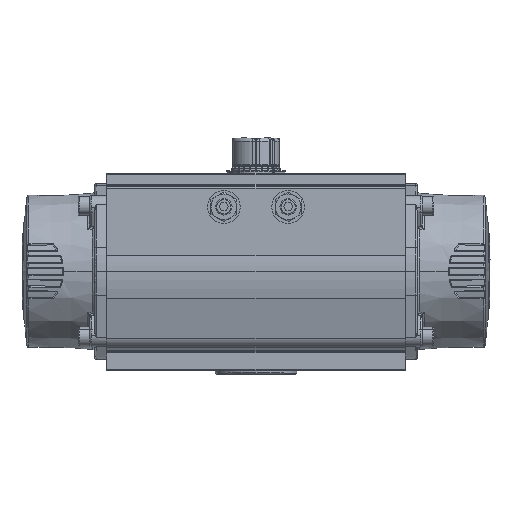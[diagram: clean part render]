
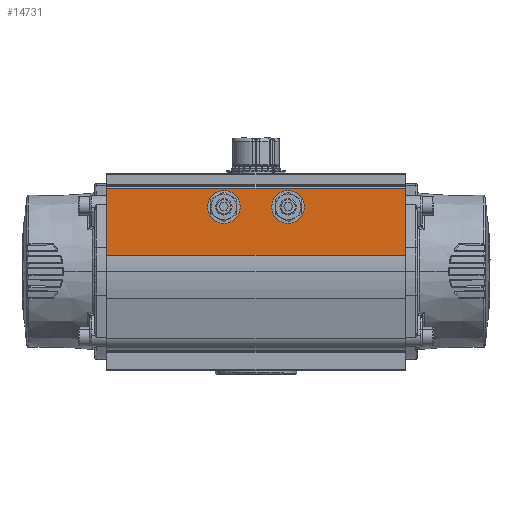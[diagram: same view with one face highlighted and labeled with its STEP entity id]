
A CAD part, top view. The second image highlights one B-rep face of the part: STEP entity #14731.
In plain terms, the highlighted face is planar.
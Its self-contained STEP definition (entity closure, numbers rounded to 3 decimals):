
#116 = ORIENTED_EDGE ( 'NONE', *, *, #115245, .T. ) ;
#7130 = ORIENTED_EDGE ( 'NONE', *, *, #115419, .T. ) ;
#7131 = ORIENTED_EDGE ( 'NONE', *, *, #113892, .T. ) ;
#7133 = ORIENTED_EDGE ( 'NONE', *, *, #136132, .F. ) ;
#8199 = CARTESIAN_POINT ( 'NONE',  ( -51.876, -127.823, 0.991 ) ) ;
#8247 = CARTESIAN_POINT ( 'NONE',  ( -51.876, 127.177, 0.991 ) ) ;
#14717 = ORIENTED_EDGE ( 'NONE', *, *, #115097, .T. ) ;
#14731 = ADVANCED_FACE ( 'NONE', ( #78103, #78107, #78106 ), #78156, .T. ) ;
#14963 = EDGE_CURVE ( 'NONE', #115093, #35925, #76140, .T. ) ;
#14968 = EDGE_CURVE ( 'NONE', #35897, #115210, #78128, .T. ) ;
#15126 = ORIENTED_EDGE ( 'NONE', *, *, #113961, .T. ) ;
#35891 = EDGE_LOOP ( 'NONE', ( #14717, #7131, #136028 ) ) ;
#35897 = VERTEX_POINT ( 'NONE', #8199 ) ;
#35914 = ORIENTED_EDGE ( 'NONE', *, *, #14963, .T. ) ;
#35925 = VERTEX_POINT ( 'NONE', #8247 ) ;
#35928 = ORIENTED_EDGE ( 'NONE', *, *, #115141, .T. ) ;
#76140 = LINE ( 'NONE', #76913, #76878 ) ;
#76878 = VECTOR ( 'NONE', #77146, 1000. ) ;
#76882 = DIRECTION ( 'NONE',  ( 0., 0., 1. ) ) ;
#76883 = CARTESIAN_POINT ( 'NONE',  ( -51.876, -127.823, -5.308 ) ) ;
#76903 = VECTOR ( 'NONE', #76882, 1000. ) ;
#76913 = CARTESIAN_POINT ( 'NONE',  ( -51.876, 127.177, 44.725 ) ) ;
#77146 = DIRECTION ( 'NONE',  ( 0., 0., -1. ) ) ;
#78103 = FACE_BOUND ( 'NONE', #136309, .T. ) ;
#78106 = FACE_OUTER_BOUND ( 'NONE', #136037, .T. ) ;
#78107 = FACE_BOUND ( 'NONE', #35891, .T. ) ;
#78128 = LINE ( 'NONE', #76883, #76903 ) ;
#78151 = DIRECTION ( 'NONE',  ( 0., 0., 1. ) ) ;
#78152 = DIRECTION ( 'NONE',  ( -1., 0., 0. ) ) ;
#78153 = CARTESIAN_POINT ( 'NONE',  ( -51.876, -0.323, 60.5 ) ) ;
#78154 = AXIS2_PLACEMENT_3D ( 'NONE', #78153, #78152, #78151 ) ;
#78156 = PLANE ( 'NONE',  #78154 ) ;
#82038 = CARTESIAN_POINT ( 'NONE',  ( -51.876, -15.323, 42.5 ) ) ;
#82094 = CARTESIAN_POINT ( 'NONE',  ( -51.876, 39.677, 42.5 ) ) ;
#82097 = DIRECTION ( 'NONE',  ( 0., 0., -1. ) ) ;
#82098 = DIRECTION ( 'NONE',  ( 1., 0., 0. ) ) ;
#82099 = AXIS2_PLACEMENT_3D ( 'NONE', #82102, #82098, #82097 ) ;
#82100 = CARTESIAN_POINT ( 'NONE',  ( -51.876, -27.823, 30. ) ) ;
#82102 = CARTESIAN_POINT ( 'NONE',  ( -51.876, -27.823, 42.5 ) ) ;
#82107 = CIRCLE ( 'NONE', #82099, 12.5 ) ;
#82197 = CARTESIAN_POINT ( 'NONE',  ( -51.876, 27.177, 30. ) ) ;
#82236 = DIRECTION ( 'NONE',  ( 0., 0., -1. ) ) ;
#82237 = DIRECTION ( 'NONE',  ( 1., 0., 0. ) ) ;
#82238 = CARTESIAN_POINT ( 'NONE',  ( -51.876, 27.177, 42.5 ) ) ;
#82239 = AXIS2_PLACEMENT_3D ( 'NONE', #82238, #82237, #82236 ) ;
#82240 = CIRCLE ( 'NONE', #82239, 12.5 ) ;
#84770 = AXIS2_PLACEMENT_3D ( 'NONE', #85019, #85015, #85028 ) ;
#84771 = CIRCLE ( 'NONE', #84770, 12.5 ) ;
#85015 = DIRECTION ( 'NONE',  ( 1., 0., 0. ) ) ;
#85019 = CARTESIAN_POINT ( 'NONE',  ( -51.876, -27.823, 42.5 ) ) ;
#85028 = DIRECTION ( 'NONE',  ( 0., 0., -1. ) ) ;
#85345 = CARTESIAN_POINT ( 'NONE',  ( -51.876, 127.177, 58.5 ) ) ;
#85373 = CARTESIAN_POINT ( 'NONE',  ( -51.876, -0.323, 58.5 ) ) ;
#85374 = LINE ( 'NONE', #85373, #85412 ) ;
#85388 = CARTESIAN_POINT ( 'NONE',  ( -51.876, -40.323, 42.5 ) ) ;
#85411 = DIRECTION ( 'NONE',  ( 0., 1., 0. ) ) ;
#85412 = VECTOR ( 'NONE', #85411, 1000. ) ;
#85570 = CARTESIAN_POINT ( 'NONE',  ( -51.876, -127.823, 58.5 ) ) ;
#85757 = DIRECTION ( 'NONE',  ( 0., 0., -1. ) ) ;
#85758 = DIRECTION ( 'NONE',  ( 1., 0., 0. ) ) ;
#85759 = AXIS2_PLACEMENT_3D ( 'NONE', #85772, #85758, #85757 ) ;
#85760 = CIRCLE ( 'NONE', #85759, 12.5 ) ;
#85761 = CARTESIAN_POINT ( 'NONE',  ( -51.876, 14.677, 42.5 ) ) ;
#85772 = CARTESIAN_POINT ( 'NONE',  ( -51.876, 27.177, 42.5 ) ) ;
#86182 = CIRCLE ( 'NONE', #86243, 12.5 ) ;
#86183 = DIRECTION ( 'NONE',  ( 0., 0., -1. ) ) ;
#86184 = DIRECTION ( 'NONE',  ( 1., 0., 0. ) ) ;
#86185 = CARTESIAN_POINT ( 'NONE',  ( -51.876, -27.823, 42.5 ) ) ;
#86186 = AXIS2_PLACEMENT_3D ( 'NONE', #86185, #86184, #86183 ) ;
#86188 = CARTESIAN_POINT ( 'NONE',  ( -51.876, 27.177, 42.5 ) ) ;
#86191 = CIRCLE ( 'NONE', #86186, 12.5 ) ;
#86241 = DIRECTION ( 'NONE',  ( 0., 0., -1. ) ) ;
#86242 = DIRECTION ( 'NONE',  ( 1., 0., 0. ) ) ;
#86243 = AXIS2_PLACEMENT_3D ( 'NONE', #86188, #86242, #86241 ) ;
#104283 = DIRECTION ( 'NONE',  ( 0., 1., 0. ) ) ;
#104284 = VECTOR ( 'NONE', #104283, 1000. ) ;
#104285 = CARTESIAN_POINT ( 'NONE',  ( -51.876, -0.323, 0.991 ) ) ;
#104286 = LINE ( 'NONE', #104285, #104284 ) ;
#113892 = EDGE_CURVE ( 'NONE', #113893, #113894, #82107, .T. ) ;
#113893 = VERTEX_POINT ( 'NONE', #82100 ) ;
#113894 = VERTEX_POINT ( 'NONE', #82038 ) ;
#113900 = VERTEX_POINT ( 'NONE', #82094 ) ;
#113957 = VERTEX_POINT ( 'NONE', #82197 ) ;
#113961 = EDGE_CURVE ( 'NONE', #113957, #113900, #82240, .T. ) ;
#115093 = VERTEX_POINT ( 'NONE', #85345 ) ;
#115097 = EDGE_CURVE ( 'NONE', #115116, #113893, #84771, .T. ) ;
#115116 = VERTEX_POINT ( 'NONE', #85388 ) ;
#115141 = EDGE_CURVE ( 'NONE', #115210, #115093, #85374, .T. ) ;
#115210 = VERTEX_POINT ( 'NONE', #85570 ) ;
#115245 = EDGE_CURVE ( 'NONE', #113900, #115257, #85760, .T. ) ;
#115257 = VERTEX_POINT ( 'NONE', #85761 ) ;
#115404 = EDGE_CURVE ( 'NONE', #113894, #115116, #86191, .T. ) ;
#115419 = EDGE_CURVE ( 'NONE', #115257, #113957, #86182, .T. ) ;
#136028 = ORIENTED_EDGE ( 'NONE', *, *, #115404, .T. ) ;
#136037 = EDGE_LOOP ( 'NONE', ( #7133, #136411, #35928, #35914 ) ) ;
#136132 = EDGE_CURVE ( 'NONE', #35897, #35925, #104286, .T. ) ;
#136309 = EDGE_LOOP ( 'NONE', ( #7130, #15126, #116 ) ) ;
#136411 = ORIENTED_EDGE ( 'NONE', *, *, #14968, .T. ) ;
